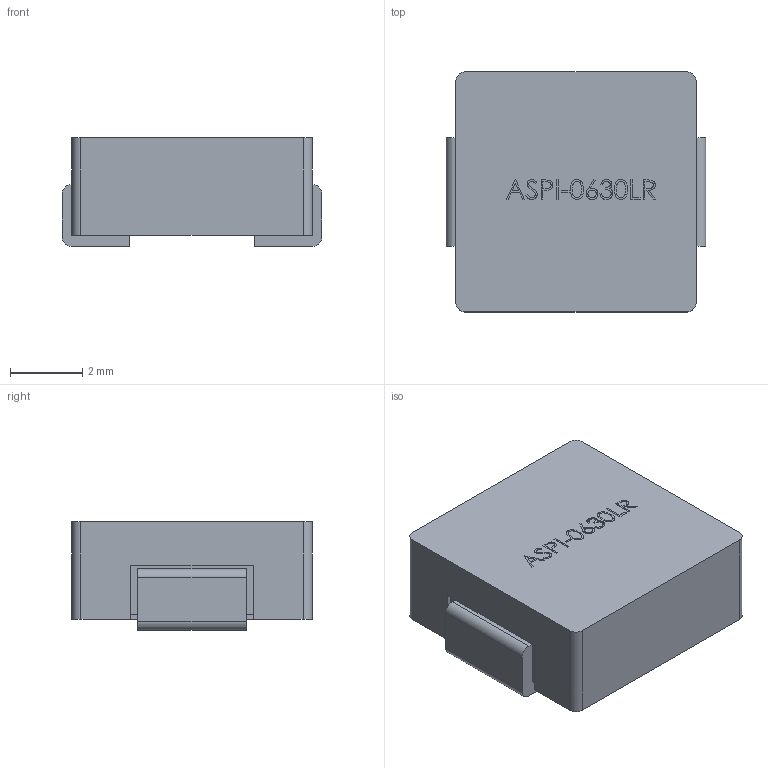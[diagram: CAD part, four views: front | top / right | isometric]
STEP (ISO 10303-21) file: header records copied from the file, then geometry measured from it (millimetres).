
FILE_DESCRIPTION(('FreeCAD Model'),'2;1');
FILE_NAME('ASPI-0630LR.step', '2017-02-28T13:58:15',('kicad StepUp'),('ksu MCAD'), 'Open CASCADE STEP processor 6.8','FreeCAD','Unknown');
FILE_SCHEMA(('AUTOMOTIVE_DESIGN_CC2 { 1 2 10303 214 -1 1 5 4 }'));
Length unit declared in the file: millimetre
Products named in the file (1): ASPI-0630LR
Bounding box: 7.2 x 6.65 x 3 mm (x, y, z)
Volume: 124.1 mm3; surface area: 174.2 mm2
Topology: 1 solids, 1 shells, 174 faces, 465 edges, 310 vertices
Faces by surface type: plane 99, bspline 67, cylinder 8
Entity records: 10443 total; most frequent: CARTESIAN_POINT 5305, ORIENTED_EDGE 930, DIRECTION 563, EDGE_CURVE 465, LINE 315, VECTOR 315, VERTEX_POINT 310, FACE_BOUND 191
